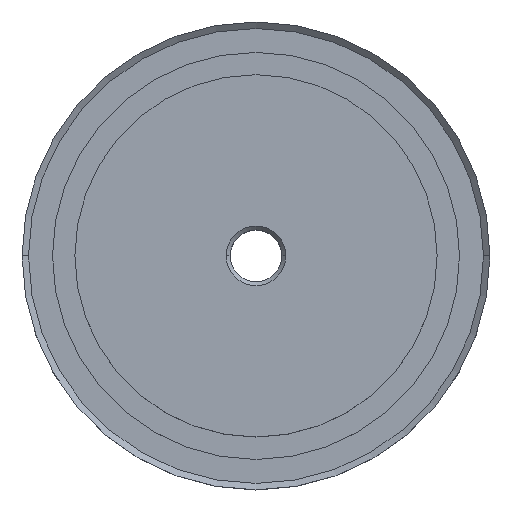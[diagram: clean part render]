
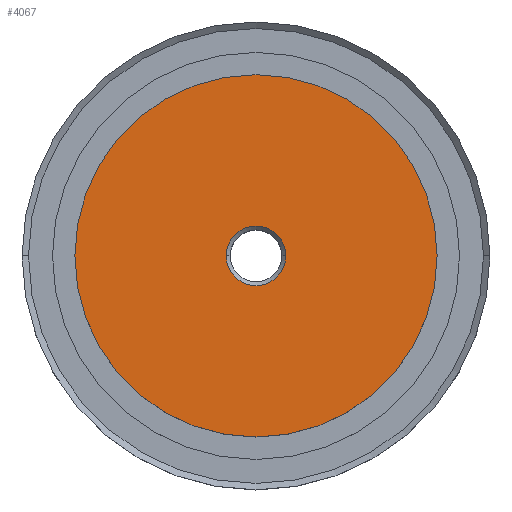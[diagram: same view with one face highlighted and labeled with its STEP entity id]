
A CAD part, top view. The second image highlights one B-rep face of the part: STEP entity #4067.
In plain terms, the highlighted planar face has unit normal (0, 0, 1).
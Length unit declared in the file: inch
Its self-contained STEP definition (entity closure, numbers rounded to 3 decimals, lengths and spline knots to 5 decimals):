
#19 = FACE_BOUND ( 'NONE', #2243, .T. ) ;
#289 = AXIS2_PLACEMENT_3D ( 'NONE', #3980, #10306, #4879 ) ;
#343 = ORIENTED_EDGE ( 'NONE', *, *, #6800, .F. ) ;
#381 = EDGE_LOOP ( 'NONE', ( #8974, #4735 ) ) ;
#619 = CIRCLE ( 'NONE', #289, 0.2875 ) ;
#746 = CARTESIAN_POINT ( 'NONE',  ( 0., 0., 0.5 ) ) ;
#1339 = DIRECTION ( 'NONE',  ( 0., 0., 1. ) ) ;
#1385 = CARTESIAN_POINT ( 'NONE',  ( 0., 0., 0.5 ) ) ;
#1672 = DIRECTION ( 'NONE',  ( 1., 0., 0. ) ) ;
#2243 = EDGE_LOOP ( 'NONE', ( #343, #2539 ) ) ;
#2539 = ORIENTED_EDGE ( 'NONE', *, *, #4024, .F. ) ;
#2737 = CIRCLE ( 'NONE', #3290, 0.2875 ) ;
#3161 = CARTESIAN_POINT ( 'NONE',  ( 0.2875, 0., 0.5 ) ) ;
#3290 = AXIS2_PLACEMENT_3D ( 'NONE', #6750, #1339, #7668 ) ;
#3326 = EDGE_CURVE ( 'NONE', #7483, #9432, #8701, .T. ) ;
#3782 = VERTEX_POINT ( 'NONE', #3161 ) ;
#3784 = DIRECTION ( 'NONE',  ( 0., 0., 1. ) ) ;
#3980 = CARTESIAN_POINT ( 'NONE',  ( 0., 0., 0.5 ) ) ;
#4024 = EDGE_CURVE ( 'NONE', #10389, #3782, #2737, .T. ) ;
#4067 = ADVANCED_FACE ( 'NONE', ( #19, #9931 ), #11251, .T. ) ;
#4102 = DIRECTION ( 'NONE',  ( 0., 0., 1. ) ) ;
#4735 = ORIENTED_EDGE ( 'NONE', *, *, #9030, .T. ) ;
#4879 = DIRECTION ( 'NONE',  ( 1., 0., 0. ) ) ;
#5406 = AXIS2_PLACEMENT_3D ( 'NONE', #746, #7058, #1672 ) ;
#6304 = AXIS2_PLACEMENT_3D ( 'NONE', #1385, #4102, #10428 ) ;
#6442 = CIRCLE ( 'NONE', #5406, 1.75 ) ;
#6750 = CARTESIAN_POINT ( 'NONE',  ( 0., 0., 0.5 ) ) ;
#6800 = EDGE_CURVE ( 'NONE', #3782, #10389, #619, .T. ) ;
#6885 = CARTESIAN_POINT ( 'NONE',  ( -0.2875, 0., 0.5 ) ) ;
#7058 = DIRECTION ( 'NONE',  ( 0., 0., 1. ) ) ;
#7483 = VERTEX_POINT ( 'NONE', #10156 ) ;
#7662 = CARTESIAN_POINT ( 'NONE',  ( 1.75, 0., 0.5 ) ) ;
#7668 = DIRECTION ( 'NONE',  ( 1., 0., 0. ) ) ;
#8208 = AXIS2_PLACEMENT_3D ( 'NONE', #9200, #3784, #10100 ) ;
#8701 = CIRCLE ( 'NONE', #8208, 1.75 ) ;
#8974 = ORIENTED_EDGE ( 'NONE', *, *, #3326, .T. ) ;
#9030 = EDGE_CURVE ( 'NONE', #9432, #7483, #6442, .T. ) ;
#9200 = CARTESIAN_POINT ( 'NONE',  ( 0., 0., 0.5 ) ) ;
#9432 = VERTEX_POINT ( 'NONE', #7662 ) ;
#9931 = FACE_OUTER_BOUND ( 'NONE', #381, .T. ) ;
#10100 = DIRECTION ( 'NONE',  ( 1., 0., 0. ) ) ;
#10156 = CARTESIAN_POINT ( 'NONE',  ( -1.75, 0., 0.5 ) ) ;
#10306 = DIRECTION ( 'NONE',  ( 0., 0., 1. ) ) ;
#10389 = VERTEX_POINT ( 'NONE', #6885 ) ;
#10428 = DIRECTION ( 'NONE',  ( 1., 0., 0. ) ) ;
#11251 = PLANE ( 'NONE',  #6304 ) ;
